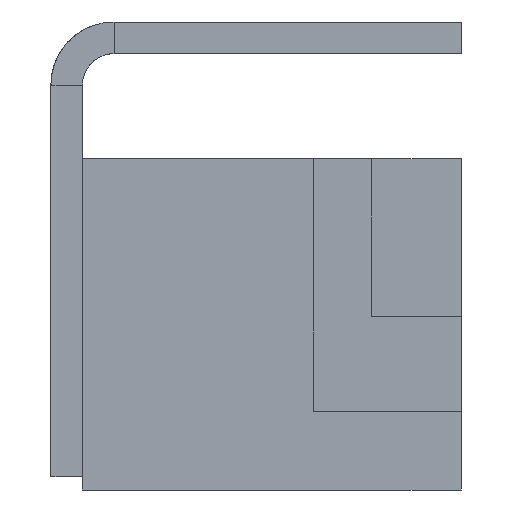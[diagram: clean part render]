
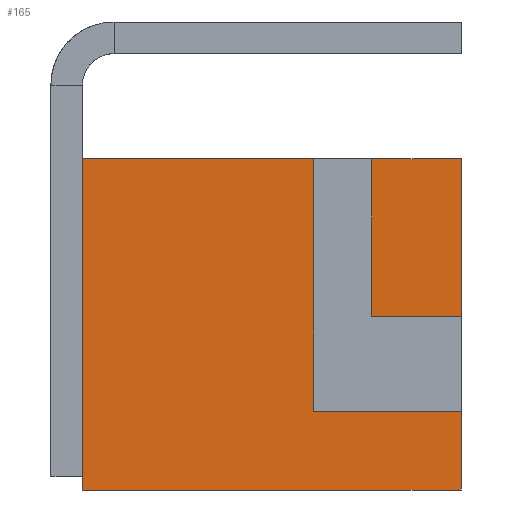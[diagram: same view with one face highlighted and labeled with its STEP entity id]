
A CAD part, left-side view. The second image highlights one B-rep face of the part: STEP entity #165.
In plain terms, the highlighted planar face has unit normal (-1, 0, 0).
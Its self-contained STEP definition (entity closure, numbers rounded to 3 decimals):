
#165=ADVANCED_FACE('',(#3415),#3417,.F.);
#3415=FACE_BOUND('',#3416,.T.);
#3416=EDGE_LOOP('',(#8830,#8831,#8832,#8833,#8834,#8835,#8836,#8837,#8838,#8839));
#3417=PLANE('',#3418);
#3418=AXIS2_PLACEMENT_3D('',#3419,#3420,#3421);
#3419=CARTESIAN_POINT('',(-5.,-1.8,3.15));
#3420=DIRECTION('',(1.,0.,0.));
#3421=DIRECTION('',(0.,0.,-1.));
#8830=ORIENTED_EDGE('',*,*,#10761,.T.);
#8831=ORIENTED_EDGE('',*,*,#10762,.T.);
#8832=ORIENTED_EDGE('',*,*,#10763,.F.);
#8833=ORIENTED_EDGE('',*,*,#10764,.F.);
#8834=ORIENTED_EDGE('',*,*,#10737,.T.);
#8835=ORIENTED_EDGE('',*,*,#10765,.T.);
#8836=ORIENTED_EDGE('',*,*,#10766,.T.);
#8837=ORIENTED_EDGE('',*,*,#10767,.T.);
#8838=ORIENTED_EDGE('',*,*,#10768,.F.);
#8839=ORIENTED_EDGE('',*,*,#10769,.F.);
#10737=EDGE_CURVE('',#11734,#11732,#11735,.T.);
#10761=EDGE_CURVE('',#11777,#11778,#11779,.T.);
#10762=EDGE_CURVE('',#11778,#11780,#11781,.T.);
#10763=EDGE_CURVE('',#11782,#11780,#11783,.T.);
#10764=EDGE_CURVE('',#11734,#11782,#11784,.T.);
#10765=EDGE_CURVE('',#11732,#11785,#11786,.T.);
#10766=EDGE_CURVE('',#11785,#11787,#11788,.T.);
#10767=EDGE_CURVE('',#11787,#11789,#11790,.T.);
#10768=EDGE_CURVE('',#11791,#11789,#11792,.T.);
#10769=EDGE_CURVE('',#11777,#11791,#11793,.T.);
#11732=VERTEX_POINT('',#13395);
#11734=VERTEX_POINT('',#13399);
#11735=LINE('',#13400,#13401);
#11777=VERTEX_POINT('',#13490);
#11778=VERTEX_POINT('',#13491);
#11779=LINE('',#13492,#13493);
#11780=VERTEX_POINT('',#13495);
#11781=LINE('',#13496,#13497);
#11782=VERTEX_POINT('',#13499);
#11783=LINE('',#13500,#13501);
#11784=LINE('',#13503,#13504);
#11785=VERTEX_POINT('',#13506);
#11786=LINE('',#13507,#13508);
#11787=VERTEX_POINT('',#13510);
#11788=LINE('',#13511,#13512);
#11789=VERTEX_POINT('',#13514);
#11790=LINE('',#13515,#13516);
#11791=VERTEX_POINT('',#13518);
#11792=LINE('',#13519,#13520);
#11793=LINE('',#13522,#13523);
#13395=CARTESIAN_POINT('',(-5.,-0.4,3.15));
#13399=CARTESIAN_POINT('',(-5.,-0.4,0.75));
#13400=CARTESIAN_POINT('',(-5.,-0.4,0.75));
#13401=VECTOR('',#13402,1.);
#13402=DIRECTION('',(0.,0.,1.));
#13490=CARTESIAN_POINT('',(-5.,1.8,3.15));
#13491=CARTESIAN_POINT('',(-5.,1.8,0.));
#13492=CARTESIAN_POINT('',(-5.,1.8,3.15));
#13493=VECTOR('',#13494,1.);
#13494=DIRECTION('',(0.,0.,-1.));
#13495=CARTESIAN_POINT('',(-5.,-1.8,0.));
#13496=CARTESIAN_POINT('',(-5.,1.8,0.));
#13497=VECTOR('',#13498,1.);
#13498=DIRECTION('',(0.,-1.,0.));
#13499=CARTESIAN_POINT('',(-5.,-1.8,0.75));
#13500=CARTESIAN_POINT('',(-5.,-1.8,0.75));
#13501=VECTOR('',#13502,1.);
#13502=DIRECTION('',(0.,0.,-1.));
#13503=CARTESIAN_POINT('',(-5.,-0.4,0.75));
#13504=VECTOR('',#13505,1.);
#13505=DIRECTION('',(0.,-1.,0.));
#13506=CARTESIAN_POINT('',(-5.,-0.95,3.15));
#13507=CARTESIAN_POINT('',(-5.,-0.4,3.15));
#13508=VECTOR('',#13509,1.);
#13509=DIRECTION('',(0.,-1.,0.));
#13510=CARTESIAN_POINT('',(-5.,-0.95,1.65));
#13511=CARTESIAN_POINT('',(-5.,-0.95,3.15));
#13512=VECTOR('',#13513,1.);
#13513=DIRECTION('',(0.,0.,-1.));
#13514=CARTESIAN_POINT('',(-5.,-1.8,1.65));
#13515=CARTESIAN_POINT('',(-5.,-0.95,1.65));
#13516=VECTOR('',#13517,1.);
#13517=DIRECTION('',(0.,-1.,0.));
#13518=CARTESIAN_POINT('',(-5.,-1.8,3.15));
#13519=CARTESIAN_POINT('',(-5.,-1.8,3.15));
#13520=VECTOR('',#13521,1.);
#13521=DIRECTION('',(0.,0.,-1.));
#13522=CARTESIAN_POINT('',(-5.,1.8,3.15));
#13523=VECTOR('',#13524,1.);
#13524=DIRECTION('',(0.,-1.,0.));
